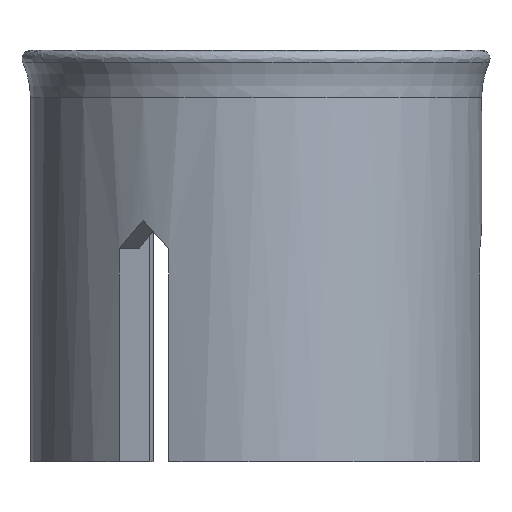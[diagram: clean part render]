
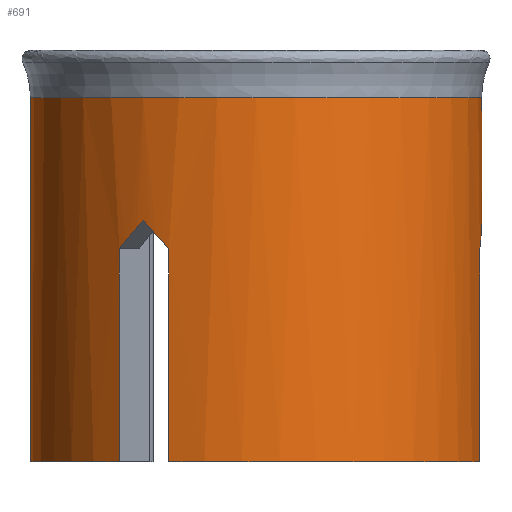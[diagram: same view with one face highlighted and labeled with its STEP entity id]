
A CAD part, front view. The second image highlights one B-rep face of the part: STEP entity #691.
In plain terms, the highlighted cylindrical face has radius 7.95 mm (diameter 15.9 mm), a full revolution.
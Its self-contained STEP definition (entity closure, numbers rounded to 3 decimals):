
#23=ELLIPSE('',#755,11.243,7.95);
#24=ELLIPSE('',#757,11.243,7.95);
#25=ELLIPSE('',#761,11.243,7.95);
#26=ELLIPSE('',#763,11.243,7.95);
#27=ELLIPSE('',#767,11.243,7.95);
#28=ELLIPSE('',#771,11.243,7.95);
#39=CYLINDRICAL_SURFACE('',#789,7.95);
#101=FACE_OUTER_BOUND('',#138,.T.);
#138=EDGE_LOOP('',(#632,#633,#634,#635,#636,#637,#638,#639,#640,#641,#642,
#643,#644,#645,#646,#647,#648,#649,#650,#651,#652,#653,#654));
#151=LINE('',#1089,#202);
#157=LINE('',#1107,#208);
#163=LINE('',#1123,#214);
#169=LINE('',#1144,#220);
#177=LINE('',#1165,#228);
#181=LINE('',#1176,#232);
#189=LINE('',#1354,#240);
#202=VECTOR('',#846,10.);
#208=VECTOR('',#864,10.);
#214=VECTOR('',#878,10.);
#220=VECTOR('',#898,10.);
#228=VECTOR('',#920,10.);
#232=VECTOR('',#930,10.);
#240=VECTOR('',#1010,7.95);
#262=CIRCLE('',#747,7.95);
#265=CIRCLE('',#759,7.95);
#266=CIRCLE('',#765,7.95);
#267=CIRCLE('',#769,7.95);
#268=CIRCLE('',#773,7.95);
#270=CIRCLE('',#776,7.95);
#271=CIRCLE('',#777,7.95);
#276=CIRCLE('',#787,7.95);
#277=CIRCLE('',#788,7.95);
#303=VERTEX_POINT('',#1086);
#304=VERTEX_POINT('',#1088);
#309=VERTEX_POINT('',#1104);
#310=VERTEX_POINT('',#1106);
#315=VERTEX_POINT('',#1120);
#316=VERTEX_POINT('',#1122);
#323=VERTEX_POINT('',#1141);
#324=VERTEX_POINT('',#1143);
#327=VERTEX_POINT('',#1152);
#330=VERTEX_POINT('',#1163);
#333=VERTEX_POINT('',#1173);
#334=VERTEX_POINT('',#1175);
#335=VERTEX_POINT('',#1179);
#336=VERTEX_POINT('',#1183);
#337=VERTEX_POINT('',#1187);
#338=VERTEX_POINT('',#1193);
#339=VERTEX_POINT('',#1199);
#340=VERTEX_POINT('',#1203);
#341=VERTEX_POINT('',#1212);
#344=VERTEX_POINT('',#1348);
#345=VERTEX_POINT('',#1350);
#375=EDGE_CURVE('',#304,#303,#151,.T.);
#384=EDGE_CURVE('',#310,#309,#157,.T.);
#392=EDGE_CURVE('',#316,#315,#163,.T.);
#402=EDGE_CURVE('',#324,#323,#169,.T.);
#408=EDGE_CURVE('',#327,#323,#262,.T.);
#414=EDGE_CURVE('',#327,#330,#177,.T.);
#419=EDGE_CURVE('',#334,#333,#181,.T.);
#421=EDGE_CURVE('',#324,#335,#23,.T.);
#424=EDGE_CURVE('',#336,#315,#24,.T.);
#426=EDGE_CURVE('',#336,#337,#265,.T.);
#427=EDGE_CURVE('',#310,#337,#25,.T.);
#429=EDGE_CURVE('',#338,#303,#26,.T.);
#430=EDGE_CURVE('',#338,#335,#266,.T.);
#432=EDGE_CURVE('',#339,#330,#27,.T.);
#434=EDGE_CURVE('',#339,#340,#267,.T.);
#435=EDGE_CURVE('',#334,#340,#28,.T.);
#436=EDGE_CURVE('',#316,#333,#268,.T.);
#438=EDGE_CURVE('',#304,#341,#270,.T.);
#439=EDGE_CURVE('',#341,#309,#271,.T.);
#446=EDGE_CURVE('',#344,#345,#276,.T.);
#447=EDGE_CURVE('',#345,#344,#277,.T.);
#448=EDGE_CURVE('',#345,#341,#189,.T.);
#632=ORIENTED_EDGE('',*,*,#446,.F.);
#633=ORIENTED_EDGE('',*,*,#447,.F.);
#634=ORIENTED_EDGE('',*,*,#448,.T.);
#635=ORIENTED_EDGE('',*,*,#438,.F.);
#636=ORIENTED_EDGE('',*,*,#375,.T.);
#637=ORIENTED_EDGE('',*,*,#429,.F.);
#638=ORIENTED_EDGE('',*,*,#430,.T.);
#639=ORIENTED_EDGE('',*,*,#421,.F.);
#640=ORIENTED_EDGE('',*,*,#402,.T.);
#641=ORIENTED_EDGE('',*,*,#408,.F.);
#642=ORIENTED_EDGE('',*,*,#414,.T.);
#643=ORIENTED_EDGE('',*,*,#432,.F.);
#644=ORIENTED_EDGE('',*,*,#434,.T.);
#645=ORIENTED_EDGE('',*,*,#435,.F.);
#646=ORIENTED_EDGE('',*,*,#419,.T.);
#647=ORIENTED_EDGE('',*,*,#436,.F.);
#648=ORIENTED_EDGE('',*,*,#392,.T.);
#649=ORIENTED_EDGE('',*,*,#424,.F.);
#650=ORIENTED_EDGE('',*,*,#426,.T.);
#651=ORIENTED_EDGE('',*,*,#427,.F.);
#652=ORIENTED_EDGE('',*,*,#384,.T.);
#653=ORIENTED_EDGE('',*,*,#439,.F.);
#654=ORIENTED_EDGE('',*,*,#448,.F.);
#691=ADVANCED_FACE('',(#101),#39,.T.);
#747=AXIS2_PLACEMENT_3D('',#1154,#908,#909);
#755=AXIS2_PLACEMENT_3D('',#1180,#934,#935);
#757=AXIS2_PLACEMENT_3D('',#1185,#940,#941);
#759=AXIS2_PLACEMENT_3D('',#1189,#945,#946);
#761=AXIS2_PLACEMENT_3D('',#1191,#949,#950);
#763=AXIS2_PLACEMENT_3D('',#1195,#954,#955);
#765=AXIS2_PLACEMENT_3D('',#1197,#958,#959);
#767=AXIS2_PLACEMENT_3D('',#1201,#963,#964);
#769=AXIS2_PLACEMENT_3D('',#1205,#968,#969);
#771=AXIS2_PLACEMENT_3D('',#1207,#972,#973);
#773=AXIS2_PLACEMENT_3D('',#1209,#976,#977);
#776=AXIS2_PLACEMENT_3D('',#1213,#982,#983);
#777=AXIS2_PLACEMENT_3D('',#1214,#984,#985);
#787=AXIS2_PLACEMENT_3D('',#1351,#1004,#1005);
#788=AXIS2_PLACEMENT_3D('',#1352,#1006,#1007);
#789=AXIS2_PLACEMENT_3D('',#1353,#1008,#1009);
#846=DIRECTION('',(0.,0.,1.));
#864=DIRECTION('',(0.,0.,-1.));
#878=DIRECTION('',(0.,0.,1.));
#898=DIRECTION('',(0.,0.,-1.));
#908=DIRECTION('center_axis',(0.,0.,-1.));
#909=DIRECTION('ref_axis',(1.,0.,0.));
#920=DIRECTION('',(0.,0.,1.));
#930=DIRECTION('',(0.,0.,-1.));
#934=DIRECTION('center_axis',(-0.612,0.354,-0.707));
#935=DIRECTION('ref_axis',(0.612,-0.354,-0.707));
#940=DIRECTION('center_axis',(-0.612,-0.354,-0.707));
#941=DIRECTION('ref_axis',(0.612,0.354,-0.707));
#945=DIRECTION('center_axis',(0.,0.,1.));
#946=DIRECTION('ref_axis',(1.,0.,0.));
#949=DIRECTION('center_axis',(0.612,0.354,-0.707));
#950=DIRECTION('ref_axis',(0.612,0.354,0.707));
#954=DIRECTION('center_axis',(0.612,-0.354,-0.707));
#955=DIRECTION('ref_axis',(0.612,-0.354,0.707));
#958=DIRECTION('center_axis',(0.,0.,1.));
#959=DIRECTION('ref_axis',(1.,0.,0.));
#963=DIRECTION('center_axis',(0.,0.707,-0.707));
#964=DIRECTION('ref_axis',(0.,0.707,0.707));
#968=DIRECTION('center_axis',(0.,0.,1.));
#969=DIRECTION('ref_axis',(1.,0.,0.));
#972=DIRECTION('center_axis',(0.,-0.707,-0.707));
#973=DIRECTION('ref_axis',(0.,0.707,-0.707));
#976=DIRECTION('center_axis',(0.,0.,-1.));
#977=DIRECTION('ref_axis',(1.,0.,0.));
#982=DIRECTION('center_axis',(0.,0.,-1.));
#983=DIRECTION('ref_axis',(1.,0.,0.));
#984=DIRECTION('center_axis',(0.,0.,-1.));
#985=DIRECTION('ref_axis',(1.,0.,0.));
#1004=DIRECTION('center_axis',(0.,0.,1.));
#1005=DIRECTION('ref_axis',(0.,-1.,0.));
#1006=DIRECTION('center_axis',(0.,0.,1.));
#1007=DIRECTION('ref_axis',(0.,-1.,0.));
#1008=DIRECTION('center_axis',(0.,0.,1.));
#1009=DIRECTION('ref_axis',(1.,0.,0.));
#1010=DIRECTION('',(0.,0.,-1.));
#1086=CARTESIAN_POINT('',(-4.817,-6.325,6.5));
#1088=CARTESIAN_POINT('',(-4.817,-6.325,-1.));
#1089=CARTESIAN_POINT('',(-4.817,-6.325,0.));
#1104=CARTESIAN_POINT('',(-4.809,6.33,-1.));
#1106=CARTESIAN_POINT('',(-4.809,6.33,6.5));
#1107=CARTESIAN_POINT('',(-4.809,6.33,0.));
#1120=CARTESIAN_POINT('',(-3.069,7.334,6.5));
#1122=CARTESIAN_POINT('',(-3.069,7.334,-1.));
#1123=CARTESIAN_POINT('',(-3.069,7.334,0.));
#1141=CARTESIAN_POINT('',(-3.077,-7.33,-1.));
#1143=CARTESIAN_POINT('',(-3.077,-7.33,6.5));
#1144=CARTESIAN_POINT('',(-3.077,-7.33,0.));
#1152=CARTESIAN_POINT('',(7.886,-1.009,-1.));
#1154=CARTESIAN_POINT('Origin',(0.,0.,-1.));
#1163=CARTESIAN_POINT('',(7.886,-1.009,6.5));
#1165=CARTESIAN_POINT('',(7.886,-1.009,0.));
#1173=CARTESIAN_POINT('',(7.887,1.,-1.));
#1175=CARTESIAN_POINT('',(7.887,1.,6.5));
#1176=CARTESIAN_POINT('',(7.887,1.,0.));
#1179=CARTESIAN_POINT('',(-3.975,-6.885,7.5));
#1180=CARTESIAN_POINT('Origin',(0.,0.,7.5));
#1183=CARTESIAN_POINT('',(-3.967,6.889,7.5));
#1185=CARTESIAN_POINT('Origin',(0.,0.,7.509));
#1187=CARTESIAN_POINT('',(-3.975,6.885,7.5));
#1189=CARTESIAN_POINT('Origin',(0.,0.,7.5));
#1191=CARTESIAN_POINT('Origin',(0.,0.,7.5));
#1193=CARTESIAN_POINT('',(-3.983,-6.88,7.5));
#1195=CARTESIAN_POINT('Origin',(0.,0.,7.509));
#1197=CARTESIAN_POINT('Origin',(0.,0.,7.5));
#1199=CARTESIAN_POINT('',(7.95,-0.009,7.5));
#1201=CARTESIAN_POINT('Origin',(0.,0.,7.509));
#1203=CARTESIAN_POINT('',(7.95,0.,7.5));
#1205=CARTESIAN_POINT('Origin',(0.,0.,7.5));
#1207=CARTESIAN_POINT('Origin',(0.,0.,7.5));
#1209=CARTESIAN_POINT('Origin',(0.,0.,-1.));
#1212=CARTESIAN_POINT('',(-7.95,0.,-1.));
#1213=CARTESIAN_POINT('Origin',(0.,0.,-1.));
#1214=CARTESIAN_POINT('Origin',(0.,0.,-1.));
#1348=CARTESIAN_POINT('',(7.95,0.,11.83));
#1350=CARTESIAN_POINT('',(-7.95,0.,11.83));
#1351=CARTESIAN_POINT('Origin',(0.,0.,11.83));
#1352=CARTESIAN_POINT('Origin',(0.,0.,11.83));
#1353=CARTESIAN_POINT('Origin',(0.,0.,0.));
#1354=CARTESIAN_POINT('',(-7.95,0.,0.));
